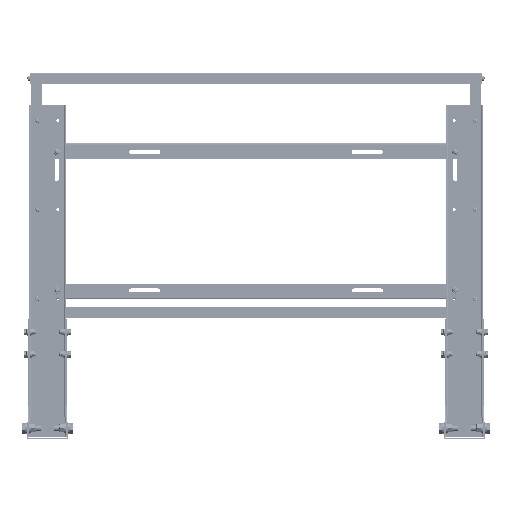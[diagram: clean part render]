
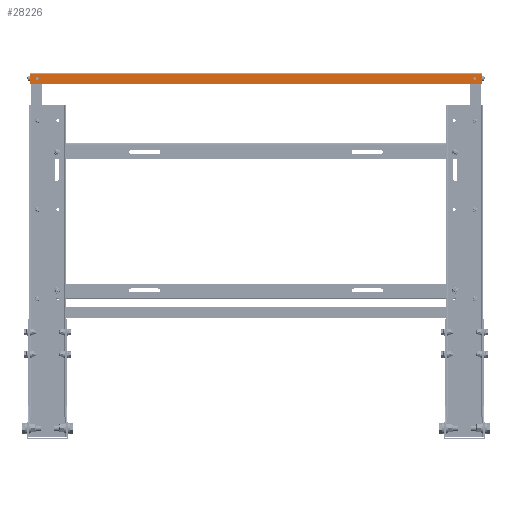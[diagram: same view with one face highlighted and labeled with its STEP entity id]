
A CAD part, front view. The second image highlights one B-rep face of the part: STEP entity #28226.
In plain terms, the highlighted planar face has unit normal (0, -1, 0).
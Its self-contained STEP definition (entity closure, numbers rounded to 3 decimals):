
#1124 = VERTEX_POINT ( 'NONE', #29310 ) ;
#1330 = VERTEX_POINT ( 'NONE', #11466 ) ;
#1515 = CIRCLE ( 'NONE', #49425, 1.6 ) ;
#1702 = DIRECTION ( 'NONE',  ( 0., 1., 0. ) ) ;
#1784 = CARTESIAN_POINT ( 'NONE',  ( -507.5, -350., -25. ) ) ;
#2221 = CARTESIAN_POINT ( 'NONE',  ( 0., -350., 0. ) ) ;
#2458 = DIRECTION ( 'NONE',  ( -1., 0., 0. ) ) ;
#2755 = DIRECTION ( 'NONE',  ( 0., 1., 0. ) ) ;
#2883 = VERTEX_POINT ( 'NONE', #13940 ) ;
#3046 = DIRECTION ( 'NONE',  ( 0., 0., 1. ) ) ;
#3534 = DIRECTION ( 'NONE',  ( -1., 0., 0. ) ) ;
#3622 = AXIS2_PLACEMENT_3D ( 'NONE', #2221, #6285, #49759 ) ;
#3797 = DIRECTION ( 'NONE',  ( 0., 0., -1. ) ) ;
#6285 = DIRECTION ( 'NONE',  ( 0., -1., 0. ) ) ;
#7310 = ORIENTED_EDGE ( 'NONE', *, *, #22244, .F. ) ;
#8400 = CIRCLE ( 'NONE', #12420, 3.25 ) ;
#8508 = VERTEX_POINT ( 'NONE', #49584 ) ;
#9593 = VERTEX_POINT ( 'NONE', #1784 ) ;
#10931 = VECTOR ( 'NONE', #30675, 1000. ) ;
#11466 = CARTESIAN_POINT ( 'NONE',  ( 506.078, -350., -2. ) ) ;
#11610 = VERTEX_POINT ( 'NONE', #55190 ) ;
#11676 = EDGE_LOOP ( 'NONE', ( #19126, #58732 ) ) ;
#12420 = AXIS2_PLACEMENT_3D ( 'NONE', #17117, #31484, #3046 ) ;
#12437 = CARTESIAN_POINT ( 'NONE',  ( 491.5, -350., -13. ) ) ;
#13940 = CARTESIAN_POINT ( 'NONE',  ( 507.5, -350., -2.045 ) ) ;
#16227 = DIRECTION ( 'NONE',  ( 0., 0., 1. ) ) ;
#16237 = CARTESIAN_POINT ( 'NONE',  ( -505.5, -350., -25. ) ) ;
#17036 = CARTESIAN_POINT ( 'NONE',  ( 491.5, -350., -13. ) ) ;
#17117 = CARTESIAN_POINT ( 'NONE',  ( -491.5, -350., -13. ) ) ;
#18585 = EDGE_CURVE ( 'NONE', #2883, #1124, #58488, .T. ) ;
#19126 = ORIENTED_EDGE ( 'NONE', *, *, #44300, .T. ) ;
#20257 = EDGE_CURVE ( 'NONE', #23388, #11610, #56012, .T. ) ;
#20674 = PLANE ( 'NONE',  #3622 ) ;
#22012 = CARTESIAN_POINT ( 'NONE',  ( -491.5, -350., -16.25 ) ) ;
#22244 = EDGE_CURVE ( 'NONE', #1124, #9593, #36255, .T. ) ;
#22539 = DIRECTION ( 'NONE',  ( 0., -1., 0. ) ) ;
#23106 = VECTOR ( 'NONE', #2458, 1000. ) ;
#23388 = VERTEX_POINT ( 'NONE', #37933 ) ;
#24838 = ORIENTED_EDGE ( 'NONE', *, *, #31465, .T. ) ;
#25125 = EDGE_CURVE ( 'NONE', #23388, #9593, #32858, .T. ) ;
#25723 = AXIS2_PLACEMENT_3D ( 'NONE', #17036, #1702, #30177 ) ;
#25937 = CIRCLE ( 'NONE', #36957, 3.25 ) ;
#27862 = CARTESIAN_POINT ( 'NONE',  ( 491.5, -350., -9.75 ) ) ;
#28226 = ADVANCED_FACE ( 'NONE', ( #59756, #58496, #45374 ), #20674, .T. ) ;
#28304 = ORIENTED_EDGE ( 'NONE', *, *, #18585, .F. ) ;
#28541 = ORIENTED_EDGE ( 'NONE', *, *, #45071, .F. ) ;
#29310 = CARTESIAN_POINT ( 'NONE',  ( 507.5, -350., -25. ) ) ;
#29480 = DIRECTION ( 'NONE',  ( 0., 0., -1. ) ) ;
#30177 = DIRECTION ( 'NONE',  ( 0., 0., -1. ) ) ;
#30301 = DIRECTION ( 'NONE',  ( 0., 1., 0. ) ) ;
#30675 = DIRECTION ( 'NONE',  ( 0., 0., -1. ) ) ;
#31465 = EDGE_CURVE ( 'NONE', #8508, #48994, #42761, .T. ) ;
#31484 = DIRECTION ( 'NONE',  ( 0., 1., 0. ) ) ;
#32401 = ORIENTED_EDGE ( 'NONE', *, *, #20257, .F. ) ;
#32746 = AXIS2_PLACEMENT_3D ( 'NONE', #12437, #2755, #59980 ) ;
#32858 = LINE ( 'NONE', #50721, #51224 ) ;
#33201 = VERTEX_POINT ( 'NONE', #40235 ) ;
#34754 = CARTESIAN_POINT ( 'NONE',  ( 507.5, -350., -2. ) ) ;
#34920 = VERTEX_POINT ( 'NONE', #22012 ) ;
#35739 = CIRCLE ( 'NONE', #25723, 3.25 ) ;
#35758 = LINE ( 'NONE', #54817, #44260 ) ;
#36255 = LINE ( 'NONE', #16237, #23106 ) ;
#36957 = AXIS2_PLACEMENT_3D ( 'NONE', #44683, #30301, #16227 ) ;
#37235 = DIRECTION ( 'NONE',  ( -1., 0., 0. ) ) ;
#37933 = CARTESIAN_POINT ( 'NONE',  ( -507.5, -350., -2.045 ) ) ;
#38898 = ORIENTED_EDGE ( 'NONE', *, *, #25125, .T. ) ;
#40235 = CARTESIAN_POINT ( 'NONE',  ( -491.5, -350., -9.75 ) ) ;
#42761 = CIRCLE ( 'NONE', #32746, 3.25 ) ;
#43536 = EDGE_CURVE ( 'NONE', #1330, #11610, #35758, .T. ) ;
#43578 = CARTESIAN_POINT ( 'NONE',  ( 506.834, -350., -0.59 ) ) ;
#44260 = VECTOR ( 'NONE', #3534, 1000. ) ;
#44300 = EDGE_CURVE ( 'NONE', #33201, #34920, #8400, .T. ) ;
#44683 = CARTESIAN_POINT ( 'NONE',  ( -491.5, -350., -13. ) ) ;
#45071 = EDGE_CURVE ( 'NONE', #1330, #2883, #1515, .T. ) ;
#45374 = FACE_BOUND ( 'NONE', #52828, .T. ) ;
#46913 = CARTESIAN_POINT ( 'NONE',  ( -506.834, -350., -0.59 ) ) ;
#48266 = DIRECTION ( 'NONE',  ( 0., -1., 0. ) ) ;
#48994 = VERTEX_POINT ( 'NONE', #27862 ) ;
#49003 = EDGE_LOOP ( 'NONE', ( #28541, #56659, #32401, #38898, #7310, #28304 ) ) ;
#49056 = AXIS2_PLACEMENT_3D ( 'NONE', #46913, #22539, #37235 ) ;
#49425 = AXIS2_PLACEMENT_3D ( 'NONE', #43578, #48266, #29480 ) ;
#49584 = CARTESIAN_POINT ( 'NONE',  ( 491.5, -350., -16.25 ) ) ;
#49759 = DIRECTION ( 'NONE',  ( 0., 0., -1. ) ) ;
#50721 = CARTESIAN_POINT ( 'NONE',  ( -507.5, -350., -2. ) ) ;
#51224 = VECTOR ( 'NONE', #3797, 1000. ) ;
#52828 = EDGE_LOOP ( 'NONE', ( #53302, #24838 ) ) ;
#53302 = ORIENTED_EDGE ( 'NONE', *, *, #59076, .T. ) ;
#54817 = CARTESIAN_POINT ( 'NONE',  ( 0., -350., -2. ) ) ;
#55190 = CARTESIAN_POINT ( 'NONE',  ( -506.078, -350., -2. ) ) ;
#56012 = CIRCLE ( 'NONE', #49056, 1.6 ) ;
#56659 = ORIENTED_EDGE ( 'NONE', *, *, #43536, .T. ) ;
#58488 = LINE ( 'NONE', #34754, #10931 ) ;
#58496 = FACE_BOUND ( 'NONE', #11676, .T. ) ;
#58732 = ORIENTED_EDGE ( 'NONE', *, *, #61245, .T. ) ;
#59076 = EDGE_CURVE ( 'NONE', #48994, #8508, #35739, .T. ) ;
#59756 = FACE_OUTER_BOUND ( 'NONE', #49003, .T. ) ;
#59980 = DIRECTION ( 'NONE',  ( 0., 0., -1. ) ) ;
#61245 = EDGE_CURVE ( 'NONE', #34920, #33201, #25937, .T. ) ;
